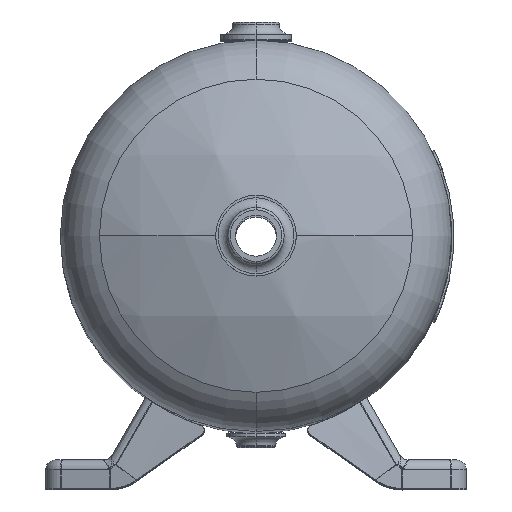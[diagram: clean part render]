
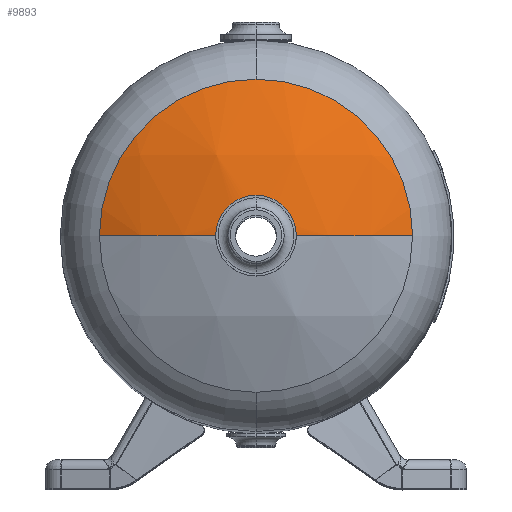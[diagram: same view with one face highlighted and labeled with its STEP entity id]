
A CAD part, top view. The second image highlights one B-rep face of the part: STEP entity #9893.
In plain terms, the highlighted spherical face has radius 228.6 mm.
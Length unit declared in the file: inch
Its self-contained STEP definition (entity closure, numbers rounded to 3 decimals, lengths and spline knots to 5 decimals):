
#1336 = EDGE_CURVE ( 'NONE', #15555, #15552, #8645, .T. ) ;
#1573 = EDGE_CURVE ( 'NONE', #15548, #15551, #14214, .T. ) ;
#1617 = EDGE_CURVE ( 'NONE', #15553, #15555, #1829, .T. ) ;
#1751 = EDGE_CURVE ( 'NONE', #15548, #15553, #11748, .T. ) ;
#1766 = EDGE_CURVE ( 'NONE', #15552, #15551, #11784, .T. ) ;
#1829 = CIRCLE ( 'NONE', #1832, 9. ) ;
#1832 = AXIS2_PLACEMENT_3D ( 'NONE', #8491, #8492, #8493 ) ;
#1928 = ORIENTED_EDGE ( 'NONE', *, *, #1617, .F. ) ;
#2075 = EDGE_LOOP ( 'NONE', ( #1928, #2573, #2574, #2575, #2576 ) ) ;
#2573 = ORIENTED_EDGE ( 'NONE', *, *, #1751, .F. ) ;
#2574 = ORIENTED_EDGE ( 'NONE', *, *, #1573, .T. ) ;
#2575 = ORIENTED_EDGE ( 'NONE', *, *, #1766, .F. ) ;
#2576 = ORIENTED_EDGE ( 'NONE', *, *, #1336, .F. ) ;
#3258 = CARTESIAN_POINT ( 'NONE',  ( 0.7215, 0., 14.97103 ) ) ;
#3260 = CARTESIAN_POINT ( 'NONE',  ( 0., 4., 14.06226 ) ) ;
#3263 = CARTESIAN_POINT ( 'NONE',  ( 4., 0., 14.06226 ) ) ;
#3264 = CARTESIAN_POINT ( 'NONE',  ( -0.7215, 0., 14.97103 ) ) ;
#3265 = CARTESIAN_POINT ( 'NONE',  ( -4., 0., 14.06226 ) ) ;
#7541 = CARTESIAN_POINT ( 'NONE',  ( 0., 0., 6. ) ) ;
#7557 = FACE_OUTER_BOUND ( 'NONE', #2075, .T. ) ;
#7559 = SPHERICAL_SURFACE ( 'NONE', #10548, 9. ) ;
#7563 = DIRECTION ( 'NONE',  ( 0., -1., 0. ) ) ;
#7565 = DIRECTION ( 'NONE',  ( 1., 0., 0. ) ) ;
#8204 = CARTESIAN_POINT ( 'NONE',  ( 0., 0., 6. ) ) ;
#8205 = DIRECTION ( 'NONE',  ( 0., 1., 0. ) ) ;
#8206 = DIRECTION ( 'NONE',  ( 0., 0., 1. ) ) ;
#8491 = CARTESIAN_POINT ( 'NONE',  ( 0., 0., 6. ) ) ;
#8492 = DIRECTION ( 'NONE',  ( 0., -1., 0. ) ) ;
#8493 = DIRECTION ( 'NONE',  ( 1., 0., 0. ) ) ;
#8645 = CIRCLE ( 'NONE', #8653, 4. ) ;
#8653 = AXIS2_PLACEMENT_3D ( 'NONE', #9176, #9177, #9178 ) ;
#9176 = CARTESIAN_POINT ( 'NONE',  ( 0., 0., 14.06226 ) ) ;
#9177 = DIRECTION ( 'NONE',  ( 0., 0., -1. ) ) ;
#9178 = DIRECTION ( 'NONE',  ( 0., 1., 0. ) ) ;
#9893 = ADVANCED_FACE ( 'NONE', ( #7557 ), #7559, .T. ) ;
#10548 = AXIS2_PLACEMENT_3D ( 'NONE', #7541, #7563, #7565 ) ;
#11449 = CARTESIAN_POINT ( 'NONE',  ( 0., 0., 14.97103 ) ) ;
#11450 = DIRECTION ( 'NONE',  ( 0., 0., 1. ) ) ;
#11451 = DIRECTION ( 'NONE',  ( -1., 0., 0. ) ) ;
#11592 = CARTESIAN_POINT ( 'NONE',  ( 0., 0., 14.06226 ) ) ;
#11593 = DIRECTION ( 'NONE',  ( 0., 0., -1. ) ) ;
#11594 = DIRECTION ( 'NONE',  ( 0., 1., 0. ) ) ;
#11748 = CIRCLE ( 'NONE', #11753, 0.7215 ) ;
#11753 = AXIS2_PLACEMENT_3D ( 'NONE', #11449, #11450, #11451 ) ;
#11784 = CIRCLE ( 'NONE', #11796, 4. ) ;
#11796 = AXIS2_PLACEMENT_3D ( 'NONE', #11592, #11593, #11594 ) ;
#14214 = CIRCLE ( 'NONE', #14215, 9. ) ;
#14215 = AXIS2_PLACEMENT_3D ( 'NONE', #8204, #8205, #8206 ) ;
#15548 = VERTEX_POINT ( 'NONE', #3258 ) ;
#15551 = VERTEX_POINT ( 'NONE', #3263 ) ;
#15552 = VERTEX_POINT ( 'NONE', #3260 ) ;
#15553 = VERTEX_POINT ( 'NONE', #3264 ) ;
#15555 = VERTEX_POINT ( 'NONE', #3265 ) ;
